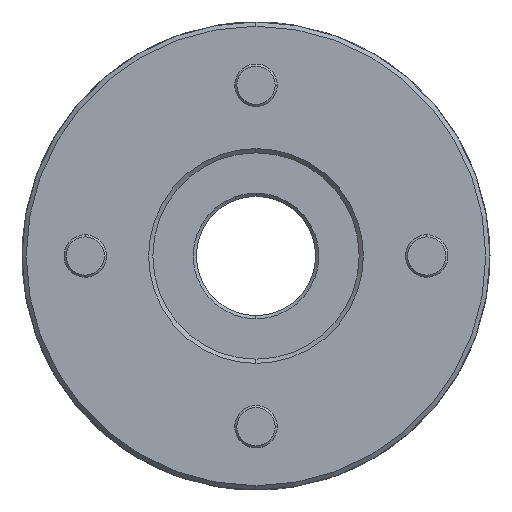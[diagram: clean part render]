
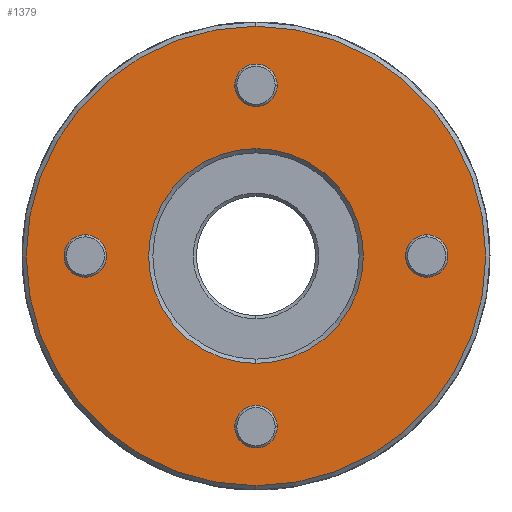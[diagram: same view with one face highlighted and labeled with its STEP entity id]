
A CAD part, left-side view. The second image highlights one B-rep face of the part: STEP entity #1379.
In plain terms, the highlighted planar face has unit normal (-1, 0, 0).
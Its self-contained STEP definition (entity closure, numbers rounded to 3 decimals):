
#870 = VERTEX_POINT ( 'NONE', #6512 ) ;
#871 = VERTEX_POINT ( 'NONE', #6513 ) ;
#874 = VERTEX_POINT ( 'NONE', #6516 ) ;
#875 = VERTEX_POINT ( 'NONE', #6517 ) ;
#878 = VERTEX_POINT ( 'NONE', #6520 ) ;
#879 = VERTEX_POINT ( 'NONE', #6521 ) ;
#882 = VERTEX_POINT ( 'NONE', #6524 ) ;
#883 = VERTEX_POINT ( 'NONE', #6525 ) ;
#888 = VERTEX_POINT ( 'NONE', #6530 ) ;
#889 = VERTEX_POINT ( 'NONE', #6531 ) ;
#894 = VERTEX_POINT ( 'NONE', #6536 ) ;
#895 = VERTEX_POINT ( 'NONE', #6537 ) ;
#1379 = ADVANCED_FACE ( 'NONE', ( #6229, #6237, #6239, #6241, #6231, #6233 ), #8300, .T. ) ;
#1504 = EDGE_CURVE ( 'NONE', #870, #871, #8953, .T. ) ;
#1517 = EDGE_CURVE ( 'NONE', #878, #879, #8964, .T. ) ;
#1520 = EDGE_CURVE ( 'NONE', #874, #875, #8968, .T. ) ;
#1521 = EDGE_CURVE ( 'NONE', #882, #883, #8970, .T. ) ;
#1533 = EDGE_CURVE ( 'NONE', #895, #894, #8988, .T. ) ;
#1539 = EDGE_CURVE ( 'NONE', #888, #889, #8998, .T. ) ;
#1545 = EDGE_CURVE ( 'NONE', #894, #895, #9007, .T. ) ;
#1552 = EDGE_CURVE ( 'NONE', #883, #882, #9013, .T. ) ;
#1553 = EDGE_CURVE ( 'NONE', #879, #878, #9014, .T. ) ;
#1554 = EDGE_CURVE ( 'NONE', #871, #870, #9015, .T. ) ;
#1555 = EDGE_CURVE ( 'NONE', #875, #874, #9016, .T. ) ;
#1556 = EDGE_CURVE ( 'NONE', #889, #888, #9017, .T. ) ;
#2463 = ORIENTED_EDGE ( 'NONE', *, *, #1554, .F. ) ;
#2464 = ORIENTED_EDGE ( 'NONE', *, *, #1504, .F. ) ;
#2465 = ORIENTED_EDGE ( 'NONE', *, *, #1555, .F. ) ;
#2466 = ORIENTED_EDGE ( 'NONE', *, *, #1520, .F. ) ;
#2467 = ORIENTED_EDGE ( 'NONE', *, *, #1553, .F. ) ;
#2468 = ORIENTED_EDGE ( 'NONE', *, *, #1517, .F. ) ;
#2469 = ORIENTED_EDGE ( 'NONE', *, *, #1552, .F. ) ;
#2470 = ORIENTED_EDGE ( 'NONE', *, *, #1521, .F. ) ;
#2471 = ORIENTED_EDGE ( 'NONE', *, *, #1533, .T. ) ;
#2472 = ORIENTED_EDGE ( 'NONE', *, *, #1545, .T. ) ;
#2473 = ORIENTED_EDGE ( 'NONE', *, *, #1556, .T. ) ;
#2474 = ORIENTED_EDGE ( 'NONE', *, *, #1539, .T. ) ;
#2992 = EDGE_LOOP ( 'NONE', ( #2471, #2472 ) ) ;
#2993 = EDGE_LOOP ( 'NONE', ( #2469, #2470 ) ) ;
#2994 = EDGE_LOOP ( 'NONE', ( #2467, #2468 ) ) ;
#2995 = EDGE_LOOP ( 'NONE', ( #2465, #2466 ) ) ;
#2996 = EDGE_LOOP ( 'NONE', ( #2473, #2474 ) ) ;
#2998 = EDGE_LOOP ( 'NONE', ( #2463, #2464 ) ) ;
#6229 = FACE_BOUND ( 'NONE', #2998, .T. ) ;
#6231 = FACE_BOUND ( 'NONE', #2992, .T. ) ;
#6233 = FACE_OUTER_BOUND ( 'NONE', #2996, .T. ) ;
#6237 = FACE_BOUND ( 'NONE', #2995, .T. ) ;
#6239 = FACE_BOUND ( 'NONE', #2994, .T. ) ;
#6241 = FACE_BOUND ( 'NONE', #2993, .T. ) ;
#6512 = CARTESIAN_POINT ( 'NONE',  ( -39., 0., 17.563 ) ) ;
#6513 = CARTESIAN_POINT ( 'NONE',  ( -39., 0., 22.563 ) ) ;
#6516 = CARTESIAN_POINT ( 'NONE',  ( -39., -20.063, -2.5 ) ) ;
#6517 = CARTESIAN_POINT ( 'NONE',  ( -39., -20.063, 2.5 ) ) ;
#6520 = CARTESIAN_POINT ( 'NONE',  ( -39., 0., -22.563 ) ) ;
#6521 = CARTESIAN_POINT ( 'NONE',  ( -39., 0., -17.563 ) ) ;
#6524 = CARTESIAN_POINT ( 'NONE',  ( -39., 20.063, -2.5 ) ) ;
#6525 = CARTESIAN_POINT ( 'NONE',  ( -39., 20.063, 2.5 ) ) ;
#6530 = CARTESIAN_POINT ( 'NONE',  ( -39., 0., 27. ) ) ;
#6531 = CARTESIAN_POINT ( 'NONE',  ( -39., 0., -27. ) ) ;
#6536 = CARTESIAN_POINT ( 'NONE',  ( -39., 0., -12.625 ) ) ;
#6537 = CARTESIAN_POINT ( 'NONE',  ( -39., 0., 12.625 ) ) ;
#7833 = AXIS2_PLACEMENT_3D ( 'NONE', #8296, #8303, #8304 ) ;
#7937 = AXIS2_PLACEMENT_3D ( 'NONE', #8747, #8752, #8753 ) ;
#7946 = AXIS2_PLACEMENT_3D ( 'NONE', #8803, #8811, #8812 ) ;
#7948 = AXIS2_PLACEMENT_3D ( 'NONE', #8821, #8822, #8823 ) ;
#7949 = AXIS2_PLACEMENT_3D ( 'NONE', #8816, #8819, #8820 ) ;
#7950 = AXIS2_PLACEMENT_3D ( 'NONE', #8850, #8851, #8852 ) ;
#7958 = AXIS2_PLACEMENT_3D ( 'NONE', #9354, #9356, #9357 ) ;
#7959 = AXIS2_PLACEMENT_3D ( 'NONE', #9369, #9371, #9372 ) ;
#7964 = AXIS2_PLACEMENT_3D ( 'NONE', #9381, #9389, #9390 ) ;
#7965 = AXIS2_PLACEMENT_3D ( 'NONE', #9385, #9392, #9393 ) ;
#7966 = AXIS2_PLACEMENT_3D ( 'NONE', #9388, #9395, #9396 ) ;
#7967 = AXIS2_PLACEMENT_3D ( 'NONE', #9391, #9398, #9399 ) ;
#7968 = AXIS2_PLACEMENT_3D ( 'NONE', #9394, #9401, #9402 ) ;
#8296 = CARTESIAN_POINT ( 'NONE',  ( -39., 0., 0. ) ) ;
#8300 = PLANE ( 'NONE',  #7833 ) ;
#8303 = DIRECTION ( 'NONE',  ( -1., 0., 0. ) ) ;
#8304 = DIRECTION ( 'NONE',  ( 0., 0., 1. ) ) ;
#8747 = CARTESIAN_POINT ( 'NONE',  ( -39., 0., 20.063 ) ) ;
#8752 = DIRECTION ( 'NONE',  ( -1., 0., 0. ) ) ;
#8753 = DIRECTION ( 'NONE',  ( 0., -1., 0. ) ) ;
#8803 = CARTESIAN_POINT ( 'NONE',  ( -39., 0., -20.063 ) ) ;
#8811 = DIRECTION ( 'NONE',  ( -1., 0., 0. ) ) ;
#8812 = DIRECTION ( 'NONE',  ( 0., 1., 0. ) ) ;
#8816 = CARTESIAN_POINT ( 'NONE',  ( -39., -20.063, 0. ) ) ;
#8819 = DIRECTION ( 'NONE',  ( -1., 0., 0. ) ) ;
#8820 = DIRECTION ( 'NONE',  ( 0., 0., -1. ) ) ;
#8821 = CARTESIAN_POINT ( 'NONE',  ( -39., 20.063, 0. ) ) ;
#8822 = DIRECTION ( 'NONE',  ( -1., 0., 0. ) ) ;
#8823 = DIRECTION ( 'NONE',  ( 0., 0., 1. ) ) ;
#8850 = CARTESIAN_POINT ( 'NONE',  ( -39., 0., 0. ) ) ;
#8851 = DIRECTION ( 'NONE',  ( 1., 0., 0. ) ) ;
#8852 = DIRECTION ( 'NONE',  ( 0., 0., 1. ) ) ;
#8953 = CIRCLE ( 'NONE', #7937, 2.5 ) ;
#8964 = CIRCLE ( 'NONE', #7946, 2.5 ) ;
#8968 = CIRCLE ( 'NONE', #7949, 2.5 ) ;
#8970 = CIRCLE ( 'NONE', #7948, 2.5 ) ;
#8988 = CIRCLE ( 'NONE', #7950, 12.625 ) ;
#8998 = CIRCLE ( 'NONE', #7958, 27. ) ;
#9007 = CIRCLE ( 'NONE', #7959, 12.625 ) ;
#9013 = CIRCLE ( 'NONE', #7964, 2.5 ) ;
#9014 = CIRCLE ( 'NONE', #7965, 2.5 ) ;
#9015 = CIRCLE ( 'NONE', #7966, 2.5 ) ;
#9016 = CIRCLE ( 'NONE', #7967, 2.5 ) ;
#9017 = CIRCLE ( 'NONE', #7968, 27. ) ;
#9354 = CARTESIAN_POINT ( 'NONE',  ( -39., 0., 0. ) ) ;
#9356 = DIRECTION ( 'NONE',  ( -1., 0., 0. ) ) ;
#9357 = DIRECTION ( 'NONE',  ( 0., 0., 1. ) ) ;
#9369 = CARTESIAN_POINT ( 'NONE',  ( -39., 0., 0. ) ) ;
#9371 = DIRECTION ( 'NONE',  ( 1., 0., 0. ) ) ;
#9372 = DIRECTION ( 'NONE',  ( 0., 0., 1. ) ) ;
#9381 = CARTESIAN_POINT ( 'NONE',  ( -39., 20.063, 0. ) ) ;
#9385 = CARTESIAN_POINT ( 'NONE',  ( -39., 0., -20.063 ) ) ;
#9388 = CARTESIAN_POINT ( 'NONE',  ( -39., 0., 20.063 ) ) ;
#9389 = DIRECTION ( 'NONE',  ( -1., 0., 0. ) ) ;
#9390 = DIRECTION ( 'NONE',  ( 0., 0., 1. ) ) ;
#9391 = CARTESIAN_POINT ( 'NONE',  ( -39., -20.063, 0. ) ) ;
#9392 = DIRECTION ( 'NONE',  ( -1., 0., 0. ) ) ;
#9393 = DIRECTION ( 'NONE',  ( 0., 1., 0. ) ) ;
#9394 = CARTESIAN_POINT ( 'NONE',  ( -39., 0., 0. ) ) ;
#9395 = DIRECTION ( 'NONE',  ( -1., 0., 0. ) ) ;
#9396 = DIRECTION ( 'NONE',  ( 0., -1., 0. ) ) ;
#9398 = DIRECTION ( 'NONE',  ( -1., 0., 0. ) ) ;
#9399 = DIRECTION ( 'NONE',  ( 0., 0., -1. ) ) ;
#9401 = DIRECTION ( 'NONE',  ( -1., 0., 0. ) ) ;
#9402 = DIRECTION ( 'NONE',  ( 0., 0., 1. ) ) ;
